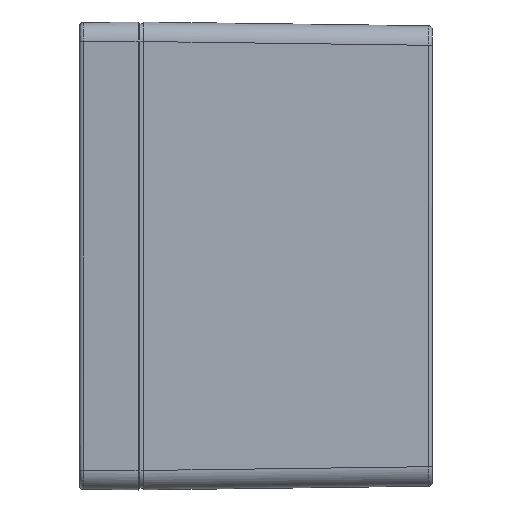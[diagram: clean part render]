
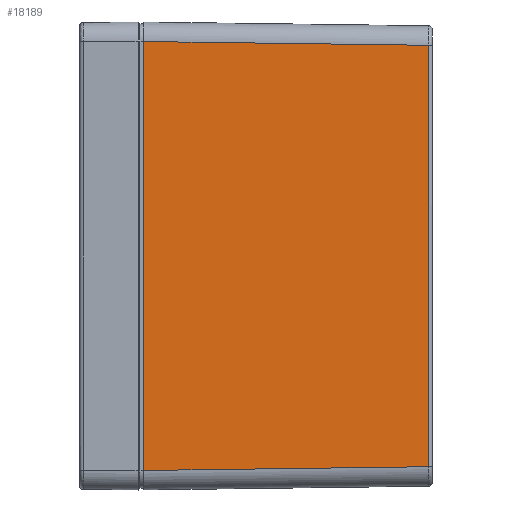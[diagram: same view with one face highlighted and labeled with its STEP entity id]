
A CAD part, left-side view. The second image highlights one B-rep face of the part: STEP entity #18189.
In plain terms, the highlighted planar face has unit normal (-1, -0.013, 0).
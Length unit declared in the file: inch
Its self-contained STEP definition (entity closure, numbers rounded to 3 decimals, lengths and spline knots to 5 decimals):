
#3067 = LINE ( 'NONE', #35395, #32322 ) ;
#3795 = ORIENTED_EDGE ( 'NONE', *, *, #31087, .T. ) ;
#3825 = LINE ( 'NONE', #36159, #27195 ) ;
#4818 = CARTESIAN_POINT ( 'NONE',  ( -0.50043, -0.03937, 4.04963 ) ) ;
#7458 = EDGE_CURVE ( 'NONE', #49436, #8699, #15699, .T. ) ;
#8699 = VERTEX_POINT ( 'NONE', #17349 ) ;
#10160 = DIRECTION ( 'NONE',  ( -0.013, 1., 0.013 ) ) ;
#11429 = AXIS2_PLACEMENT_3D ( 'NONE', #20560, #44937, #33030 ) ;
#11843 = CARTESIAN_POINT ( 'NONE',  ( -0.4628, -2.9139, 4.012 ) ) ;
#12542 = EDGE_CURVE ( 'NONE', #20813, #8699, #3825, .T. ) ;
#15243 = DIRECTION ( 'NONE',  ( 0., 0., -1. ) ) ;
#15699 = LINE ( 'NONE', #19144, #17543 ) ;
#17349 = CARTESIAN_POINT ( 'NONE',  ( -0.50043, -0.03937, -0.28008 ) ) ;
#17543 = VECTOR ( 'NONE', #44036, 39.37008 ) ;
#18189 = ADVANCED_FACE ( 'NONE', ( #32508 ), #49191, .T. ) ;
#19144 = CARTESIAN_POINT ( 'NONE',  ( -0.5003, -0.04894, -0.27995 ) ) ;
#19422 = ORIENTED_EDGE ( 'NONE', *, *, #12542, .T. ) ;
#20560 = CARTESIAN_POINT ( 'NONE',  ( -0.50095, 0., -0.47743 ) ) ;
#20813 = VERTEX_POINT ( 'NONE', #4818 ) ;
#22900 = DIRECTION ( 'NONE',  ( 0., 0., -1. ) ) ;
#23730 = VECTOR ( 'NONE', #10160, 39.37008 ) ;
#27195 = VECTOR ( 'NONE', #22900, 39.37008 ) ;
#27312 = EDGE_CURVE ( 'NONE', #35189, #49436, #3067, .T. ) ;
#31087 = EDGE_CURVE ( 'NONE', #35189, #20813, #49895, .T. ) ;
#32322 = VECTOR ( 'NONE', #15243, 39.37008 ) ;
#32508 = FACE_OUTER_BOUND ( 'NONE', #46134, .T. ) ;
#33030 = DIRECTION ( 'NONE',  ( -0.013, 1., 0. ) ) ;
#33664 = CARTESIAN_POINT ( 'NONE',  ( -0.4628, -2.9139, -0.24245 ) ) ;
#35079 = ORIENTED_EDGE ( 'NONE', *, *, #27312, .F. ) ;
#35189 = VERTEX_POINT ( 'NONE', #11843 ) ;
#35395 = CARTESIAN_POINT ( 'NONE',  ( -0.4628, -2.9139, 0.70368 ) ) ;
#36159 = CARTESIAN_POINT ( 'NONE',  ( -0.50043, -0.03937, -0.47743 ) ) ;
#44036 = DIRECTION ( 'NONE',  ( -0.013, 1., -0.013 ) ) ;
#44937 = DIRECTION ( 'NONE',  ( -1., -0.013, 0. ) ) ;
#46134 = EDGE_LOOP ( 'NONE', ( #35079, #3795, #19422, #52469 ) ) ;
#46703 = CARTESIAN_POINT ( 'NONE',  ( -0.4628, -2.9139, 4.012 ) ) ;
#49191 = PLANE ( 'NONE',  #11429 ) ;
#49436 = VERTEX_POINT ( 'NONE', #33664 ) ;
#49895 = LINE ( 'NONE', #46703, #23730 ) ;
#52469 = ORIENTED_EDGE ( 'NONE', *, *, #7458, .F. ) ;
